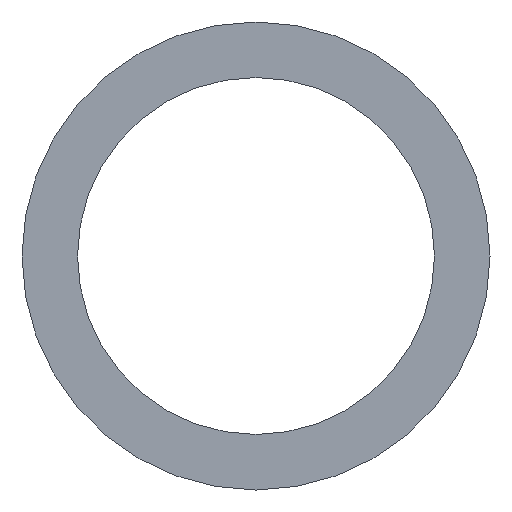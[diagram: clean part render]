
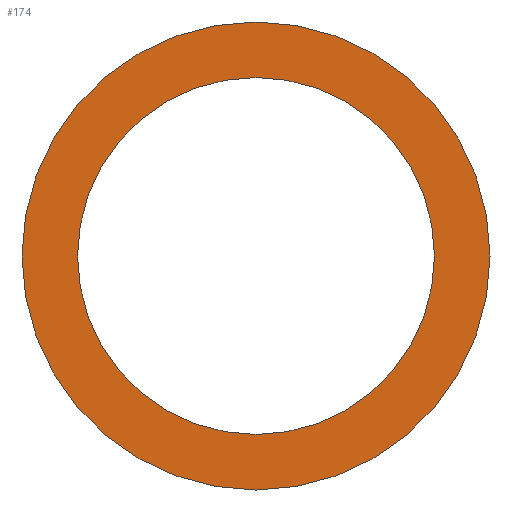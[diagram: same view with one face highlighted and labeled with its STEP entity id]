
A CAD part, left-side view. The second image highlights one B-rep face of the part: STEP entity #174.
In plain terms, the highlighted planar face has unit normal (-1, 0, 0).
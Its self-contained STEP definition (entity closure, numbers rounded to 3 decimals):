
#174=ADVANCED_FACE('',(#447,#448),#446,.T.);
#446=PLANE('',#798);
#447=FACE_OUTER_BOUND('',#799,.T.);
#448=FACE_BOUND('',#800,.T.);
#795=CARTESIAN_POINT('',(-110.,126.047,77.));
#796=DIRECTION('',(-1.,0.,0.));
#797=DIRECTION('',(0.,0.,-1.));
#798=AXIS2_PLACEMENT_3D('',#795,#796,#797);
#799=EDGE_LOOP('',(#1037,#1038));
#800=EDGE_LOOP('',(#1039,#1040));
#1037=ORIENTED_EDGE('',*,*,#1151,.T.);
#1038=ORIENTED_EDGE('',*,*,#1152,.T.);
#1039=ORIENTED_EDGE('',*,*,#1153,.F.);
#1040=ORIENTED_EDGE('',*,*,#1154,.F.);
#1151=EDGE_CURVE('',#1537,#1538,#1539,.T.);
#1152=EDGE_CURVE('',#1538,#1537,#1545,.T.);
#1153=EDGE_CURVE('',#1551,#1552,#1553,.T.);
#1154=EDGE_CURVE('',#1552,#1551,#1559,.T.);
#1537=VERTEX_POINT('',#1923);
#1538=VERTEX_POINT('',#1924);
#1539=CIRCLE('',#1928,67.);
#1545=CIRCLE('',#1932,67.);
#1551=VERTEX_POINT('',#1933);
#1552=VERTEX_POINT('',#1934);
#1553=CIRCLE('',#1938,51.1);
#1559=CIRCLE('',#1942,51.1);
#1923=CARTESIAN_POINT('',(-110.,0.,67.));
#1924=CARTESIAN_POINT('',(-110.,0.,-67.));
#1925=CARTESIAN_POINT('',(-110.,0.,0.));
#1926=DIRECTION('',(-1.,0.,0.));
#1927=DIRECTION('',(0.,0.,1.));
#1928=AXIS2_PLACEMENT_3D('',#1925,#1926,#1927);
#1929=CARTESIAN_POINT('',(-110.,0.,0.));
#1930=DIRECTION('',(-1.,0.,0.));
#1931=DIRECTION('',(0.,0.,1.));
#1932=AXIS2_PLACEMENT_3D('',#1929,#1930,#1931);
#1933=CARTESIAN_POINT('',(-110.,0.,-51.1));
#1934=CARTESIAN_POINT('',(-110.,0.,51.1));
#1935=CARTESIAN_POINT('',(-110.,0.,0.));
#1936=DIRECTION('',(-1.,0.,0.));
#1937=DIRECTION('',(0.,0.,1.));
#1938=AXIS2_PLACEMENT_3D('',#1935,#1936,#1937);
#1939=CARTESIAN_POINT('',(-110.,0.,0.));
#1940=DIRECTION('',(-1.,0.,0.));
#1941=DIRECTION('',(0.,0.,1.));
#1942=AXIS2_PLACEMENT_3D('',#1939,#1940,#1941);
